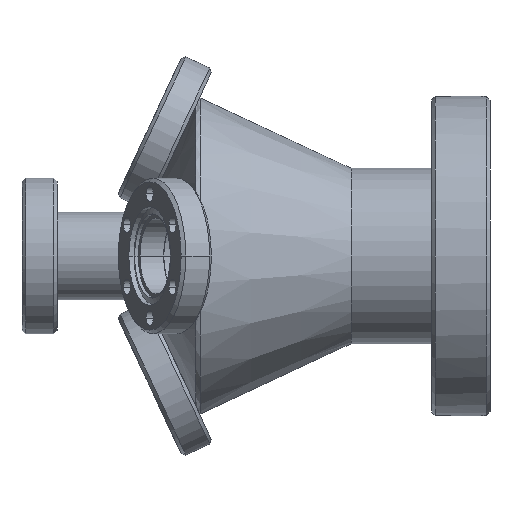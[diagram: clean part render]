
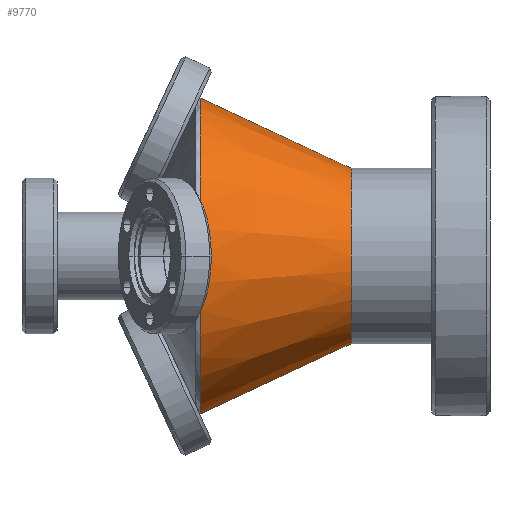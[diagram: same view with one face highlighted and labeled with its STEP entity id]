
A CAD part, left-side view. The second image highlights one B-rep face of the part: STEP entity #9770.
In plain terms, the highlighted conical face has half-angle 25 degrees and reference radius 19.05 mm.
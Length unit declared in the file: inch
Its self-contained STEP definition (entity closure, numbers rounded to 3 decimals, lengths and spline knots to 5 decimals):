
#1171 = VECTOR ( 'NONE', #8318, 39.37008 ) ;
#1174 = VECTOR ( 'NONE', #3831, 39.37008 ) ;
#1176 = LINE ( 'NONE', #3853, #1174 ) ;
#1183 = LINE ( 'NONE', #3848, #1171 ) ;
#1394 = CARTESIAN_POINT ( 'NONE',  ( 0., 1.205, 0. ) ) ;
#1395 = DIRECTION ( 'NONE',  ( 0., 1., 0. ) ) ;
#1396 = DIRECTION ( 'NONE',  ( 0., 0., 1. ) ) ;
#2259 = CIRCLE ( 'NONE', #7183, 1.35154 ) ;
#3831 = DIRECTION ( 'NONE',  ( 0., 0.906, -0.423 ) ) ;
#3848 = CARTESIAN_POINT ( 'NONE',  ( 0., 1.205, 0.75 ) ) ;
#3853 = CARTESIAN_POINT ( 'NONE',  ( 0., 1.205, -0.75 ) ) ;
#4703 = DIRECTION ( 'NONE',  ( 0., 0., 1. ) ) ;
#4704 = DIRECTION ( 'NONE',  ( 0., 1., 0. ) ) ;
#4712 = CARTESIAN_POINT ( 'NONE',  ( 0., 1.205, 0. ) ) ;
#5003 = ORIENTED_EDGE ( 'NONE', *, *, #9697, .T. ) ;
#5029 = ORIENTED_EDGE ( 'NONE', *, *, #8013, .T. ) ;
#5152 = ORIENTED_EDGE ( 'NONE', *, *, #10247, .F. ) ;
#5176 = ORIENTED_EDGE ( 'NONE', *, *, #7998, .F. ) ;
#5410 = CIRCLE ( 'NONE', #8377, 0.75 ) ;
#5982 = VERTEX_POINT ( 'NONE', #8258 ) ;
#5987 = VERTEX_POINT ( 'NONE', #8245 ) ;
#5988 = VERTEX_POINT ( 'NONE', #8281 ) ;
#5994 = VERTEX_POINT ( 'NONE', #8279 ) ;
#7183 = AXIS2_PLACEMENT_3D ( 'NONE', #9918, #9919, #9920 ) ;
#7998 = EDGE_CURVE ( 'NONE', #5988, #5987, #1176, .T. ) ;
#8013 = EDGE_CURVE ( 'NONE', #5982, #5994, #1183, .T. ) ;
#8245 = CARTESIAN_POINT ( 'NONE',  ( 0., 2.495, -1.35154 ) ) ;
#8258 = CARTESIAN_POINT ( 'NONE',  ( 0., 1.205, 0.75 ) ) ;
#8279 = CARTESIAN_POINT ( 'NONE',  ( 0., 2.495, 1.35154 ) ) ;
#8281 = CARTESIAN_POINT ( 'NONE',  ( 0., 1.205, -0.75 ) ) ;
#8318 = DIRECTION ( 'NONE',  ( 0., 0.906, 0.423 ) ) ;
#8377 = AXIS2_PLACEMENT_3D ( 'NONE', #4712, #4704, #4703 ) ;
#8527 = AXIS2_PLACEMENT_3D ( 'NONE', #1394, #1395, #1396 ) ;
#9150 = EDGE_LOOP ( 'NONE', ( #5176, #5003, #5029, #5152 ) ) ;
#9697 = EDGE_CURVE ( 'NONE', #5988, #5982, #5410, .T. ) ;
#9770 = ADVANCED_FACE ( 'NONE', ( #10490 ), #10481, .T. ) ;
#9918 = CARTESIAN_POINT ( 'NONE',  ( 0., 2.495, 0. ) ) ;
#9919 = DIRECTION ( 'NONE',  ( 0., 1., 0. ) ) ;
#9920 = DIRECTION ( 'NONE',  ( 0., 0., 1. ) ) ;
#10247 = EDGE_CURVE ( 'NONE', #5987, #5994, #2259, .T. ) ;
#10481 = CONICAL_SURFACE ( 'NONE', #8527, 0.75, 0.436 ) ;
#10490 = FACE_OUTER_BOUND ( 'NONE', #9150, .T. ) ;
